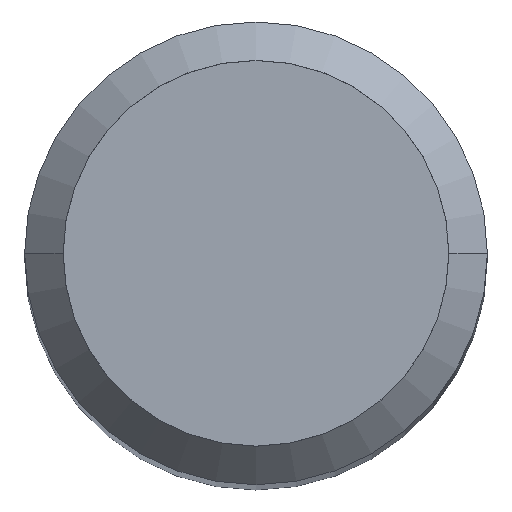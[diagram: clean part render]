
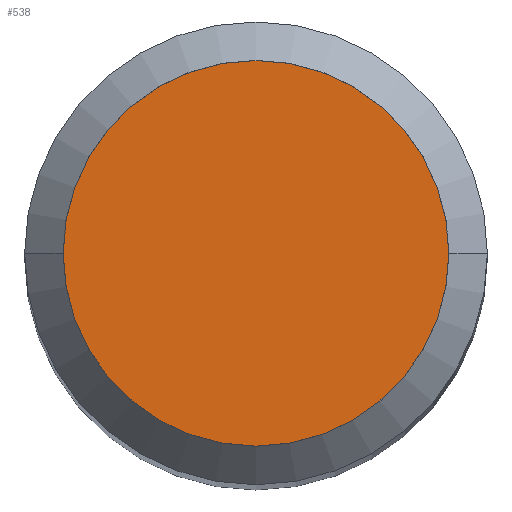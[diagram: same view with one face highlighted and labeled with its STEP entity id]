
A CAD part, top view. The second image highlights one B-rep face of the part: STEP entity #538.
In plain terms, the highlighted planar face has unit normal (0, 0, 1).
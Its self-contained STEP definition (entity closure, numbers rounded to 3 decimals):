
#490=CARTESIAN_POINT('',(2.5,-0.,-0.));
#491=VERTEX_POINT('',#490);
#498=CARTESIAN_POINT('',(-2.5,0.,-0.));
#499=VERTEX_POINT('',#498);
#500=CARTESIAN_POINT('',(0.,0.,-0.));
#501=DIRECTION('',(0.,-0.,1.));
#502=DIRECTION('',(-1.,0.,0.));
#503=AXIS2_PLACEMENT_3D('',#500,#501,#502);
#504=CIRCLE('',#503,2.5);
#505=EDGE_CURVE('',#499,#491,#504,.T.);
#523=CARTESIAN_POINT('',(0.,2.5,-0.));
#524=DIRECTION('',(0.,0.,-1.));
#525=DIRECTION('',(0.,-1.,0.));
#526=AXIS2_PLACEMENT_3D('',#523,#524,#525);
#527=PLANE('',#526);
#528=CARTESIAN_POINT('',(0.,0.,-0.));
#529=DIRECTION('',(0.,-0.,1.));
#530=DIRECTION('',(-1.,0.,0.));
#531=AXIS2_PLACEMENT_3D('',#528,#529,#530);
#532=CIRCLE('',#531,2.5);
#533=EDGE_CURVE('',#491,#499,#532,.T.);
#534=ORIENTED_EDGE('',*,*,#533,.T.);
#535=ORIENTED_EDGE('',*,*,#505,.T.);
#536=EDGE_LOOP('',(#534,#535));
#537=FACE_BOUND('',#536,.T.);
#538=ADVANCED_FACE('',(#537),#527,.F.);
